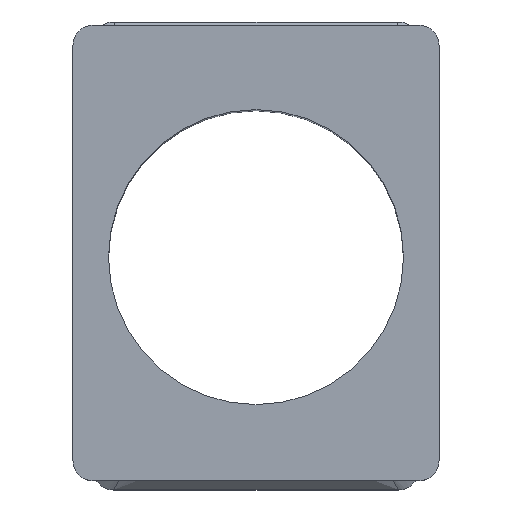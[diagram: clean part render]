
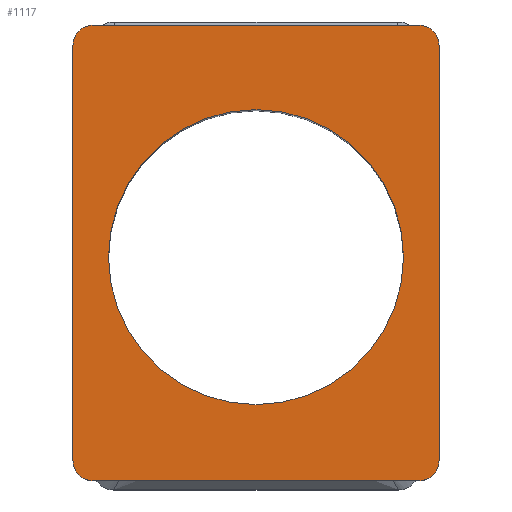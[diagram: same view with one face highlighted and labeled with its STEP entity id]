
A CAD part, top view. The second image highlights one B-rep face of the part: STEP entity #1117.
In plain terms, the highlighted planar face has unit normal (0, 0, 1).
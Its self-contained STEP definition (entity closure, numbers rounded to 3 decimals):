
#37 = VECTOR ( 'NONE', #2059, 1000. ) ;
#41 = EDGE_CURVE ( 'NONE', #2213, #1540, #675, .T. ) ;
#202 = AXIS2_PLACEMENT_3D ( 'NONE', #1951, #684, #1251 ) ;
#252 = CARTESIAN_POINT ( 'NONE',  ( -45., -55., 174. ) ) ;
#274 = DIRECTION ( 'NONE',  ( 0., 0., 1. ) ) ;
#323 = DIRECTION ( 'NONE',  ( 0., 0., -1. ) ) ;
#370 = EDGE_CURVE ( 'NONE', #1527, #1635, #754, .T. ) ;
#459 = FACE_OUTER_BOUND ( 'NONE', #1501, .T. ) ;
#468 = DIRECTION ( 'NONE',  ( 1., 0., 0. ) ) ;
#471 = CARTESIAN_POINT ( 'NONE',  ( -45., -50., 174. ) ) ;
#491 = CARTESIAN_POINT ( 'NONE',  ( -40., 52., 174. ) ) ;
#525 = DIRECTION ( 'NONE',  ( 0., 0., -1. ) ) ;
#531 = CIRCLE ( 'NONE', #202, 36.25 ) ;
#578 = CARTESIAN_POINT ( 'NONE',  ( -40., -55., 174. ) ) ;
#598 = EDGE_CURVE ( 'NONE', #1281, #1511, #1757, .T. ) ;
#640 = CIRCLE ( 'NONE', #2189, 5. ) ;
#643 = AXIS2_PLACEMENT_3D ( 'NONE', #1798, #694, #681 ) ;
#646 = AXIS2_PLACEMENT_3D ( 'NONE', #1022, #1205, #1807 ) ;
#658 = DIRECTION ( 'NONE',  ( 0., -1., 0. ) ) ;
#675 = CIRCLE ( 'NONE', #2233, 5. ) ;
#681 = DIRECTION ( 'NONE',  ( 0., -1., 0. ) ) ;
#684 = DIRECTION ( 'NONE',  ( 0., 0., -1. ) ) ;
#691 = ORIENTED_EDGE ( 'NONE', *, *, #370, .T. ) ;
#694 = DIRECTION ( 'NONE',  ( 0., 0., -1. ) ) ;
#697 = LINE ( 'NONE', #1467, #1277 ) ;
#754 = CIRCLE ( 'NONE', #2110, 5. ) ;
#888 = CARTESIAN_POINT ( 'NONE',  ( -36.25, 0., 174. ) ) ;
#893 = ORIENTED_EDGE ( 'NONE', *, *, #1418, .T. ) ;
#912 = ORIENTED_EDGE ( 'NONE', *, *, #1569, .F. ) ;
#914 = CIRCLE ( 'NONE', #646, 36.25 ) ;
#945 = ORIENTED_EDGE ( 'NONE', *, *, #41, .F. ) ;
#952 = EDGE_CURVE ( 'NONE', #1486, #2213, #971, .T. ) ;
#971 = LINE ( 'NONE', #1706, #37 ) ;
#1003 = CARTESIAN_POINT ( 'NONE',  ( 36.25, 0., 174. ) ) ;
#1022 = CARTESIAN_POINT ( 'NONE',  ( 0., 0., 174. ) ) ;
#1082 = DIRECTION ( 'NONE',  ( 0., 1., 0. ) ) ;
#1117 = ADVANCED_FACE ( 'NONE', ( #459, #1604 ), #2313, .T. ) ;
#1156 = AXIS2_PLACEMENT_3D ( 'NONE', #2300, #274, #468 ) ;
#1165 = ORIENTED_EDGE ( 'NONE', *, *, #1186, .T. ) ;
#1186 = EDGE_CURVE ( 'NONE', #1635, #1511, #1352, .T. ) ;
#1194 = DIRECTION ( 'NONE',  ( 0., 1., 0. ) ) ;
#1205 = DIRECTION ( 'NONE',  ( 0., 0., -1. ) ) ;
#1234 = CARTESIAN_POINT ( 'NONE',  ( -45., 52., 174. ) ) ;
#1251 = DIRECTION ( 'NONE',  ( -1., 0., 0. ) ) ;
#1267 = VECTOR ( 'NONE', #1194, 1000. ) ;
#1276 = DIRECTION ( 'NONE',  ( 0., -1., 0. ) ) ;
#1277 = VECTOR ( 'NONE', #1082, 1000. ) ;
#1281 = VERTEX_POINT ( 'NONE', #1536 ) ;
#1335 = VERTEX_POINT ( 'NONE', #888 ) ;
#1344 = VERTEX_POINT ( 'NONE', #1003 ) ;
#1352 = LINE ( 'NONE', #252, #2159 ) ;
#1407 = EDGE_CURVE ( 'NONE', #1335, #1344, #914, .T. ) ;
#1418 = EDGE_CURVE ( 'NONE', #1344, #1335, #531, .T. ) ;
#1422 = CARTESIAN_POINT ( 'NONE',  ( 45., 52., 174. ) ) ;
#1434 = DIRECTION ( 'NONE',  ( 0., -1., 0. ) ) ;
#1467 = CARTESIAN_POINT ( 'NONE',  ( -45., -55., 174. ) ) ;
#1486 = VERTEX_POINT ( 'NONE', #2241 ) ;
#1501 = EDGE_LOOP ( 'NONE', ( #2203, #945, #2397, #912, #2355, #691, #1165, #1581 ) ) ;
#1511 = VERTEX_POINT ( 'NONE', #2316 ) ;
#1527 = VERTEX_POINT ( 'NONE', #471 ) ;
#1536 = CARTESIAN_POINT ( 'NONE',  ( 45., -50., 174. ) ) ;
#1540 = VERTEX_POINT ( 'NONE', #1422 ) ;
#1546 = DIRECTION ( 'NONE',  ( 1., 0., 0. ) ) ;
#1569 = EDGE_CURVE ( 'NONE', #1687, #1486, #640, .T. ) ;
#1581 = ORIENTED_EDGE ( 'NONE', *, *, #598, .F. ) ;
#1582 = CARTESIAN_POINT ( 'NONE',  ( -40., -50., 174. ) ) ;
#1583 = EDGE_CURVE ( 'NONE', #1281, #1540, #1621, .T. ) ;
#1604 = FACE_BOUND ( 'NONE', #2343, .T. ) ;
#1621 = LINE ( 'NONE', #2113, #1267 ) ;
#1635 = VERTEX_POINT ( 'NONE', #578 ) ;
#1687 = VERTEX_POINT ( 'NONE', #1234 ) ;
#1706 = CARTESIAN_POINT ( 'NONE',  ( -45., 57., 174. ) ) ;
#1757 = CIRCLE ( 'NONE', #643, 5. ) ;
#1798 = CARTESIAN_POINT ( 'NONE',  ( 40., -50., 174. ) ) ;
#1807 = DIRECTION ( 'NONE',  ( -1., 0., 0. ) ) ;
#1898 = EDGE_CURVE ( 'NONE', #1527, #1687, #697, .T. ) ;
#1951 = CARTESIAN_POINT ( 'NONE',  ( 0., 0., 174. ) ) ;
#1961 = DIRECTION ( 'NONE',  ( 0., 0., 1. ) ) ;
#2043 = CARTESIAN_POINT ( 'NONE',  ( 40., 57., 174. ) ) ;
#2059 = DIRECTION ( 'NONE',  ( 1., 0., 0. ) ) ;
#2110 = AXIS2_PLACEMENT_3D ( 'NONE', #1582, #1961, #658 ) ;
#2113 = CARTESIAN_POINT ( 'NONE',  ( 45., -55., 174. ) ) ;
#2123 = ORIENTED_EDGE ( 'NONE', *, *, #1407, .T. ) ;
#2159 = VECTOR ( 'NONE', #1546, 1000. ) ;
#2183 = CARTESIAN_POINT ( 'NONE',  ( 40., 52., 174. ) ) ;
#2189 = AXIS2_PLACEMENT_3D ( 'NONE', #491, #323, #1434 ) ;
#2203 = ORIENTED_EDGE ( 'NONE', *, *, #1583, .T. ) ;
#2213 = VERTEX_POINT ( 'NONE', #2043 ) ;
#2233 = AXIS2_PLACEMENT_3D ( 'NONE', #2183, #525, #1276 ) ;
#2241 = CARTESIAN_POINT ( 'NONE',  ( -40., 57., 174. ) ) ;
#2300 = CARTESIAN_POINT ( 'NONE',  ( -45., -55., 174. ) ) ;
#2313 = PLANE ( 'NONE',  #1156 ) ;
#2316 = CARTESIAN_POINT ( 'NONE',  ( 40., -55., 174. ) ) ;
#2343 = EDGE_LOOP ( 'NONE', ( #2123, #893 ) ) ;
#2355 = ORIENTED_EDGE ( 'NONE', *, *, #1898, .F. ) ;
#2397 = ORIENTED_EDGE ( 'NONE', *, *, #952, .F. ) ;
